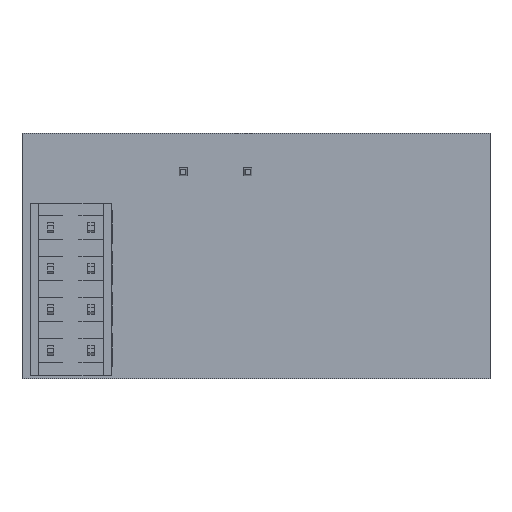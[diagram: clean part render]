
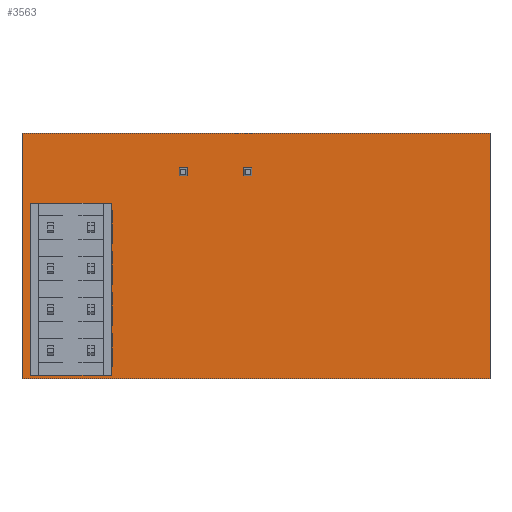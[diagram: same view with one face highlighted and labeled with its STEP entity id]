
A CAD part, front view. The second image highlights one B-rep face of the part: STEP entity #3563.
In plain terms, the highlighted planar face has unit normal (0, -1, 0).
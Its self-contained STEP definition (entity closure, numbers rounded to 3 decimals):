
#3448 = EDGE_CURVE('',#3449,#3451,#3453,.T.);
#3449 = VERTEX_POINT('',#3450);
#3450 = CARTESIAN_POINT('',(14.5,0.,7.6));
#3451 = VERTEX_POINT('',#3452);
#3452 = CARTESIAN_POINT('',(14.5,0.,-7.6));
#3453 = LINE('',#3454,#3455);
#3454 = CARTESIAN_POINT('',(14.5,0.,7.6));
#3455 = VECTOR('',#3456,1.);
#3456 = DIRECTION('',(0.,0.,-1.));
#3479 = EDGE_CURVE('',#3451,#3480,#3482,.T.);
#3480 = VERTEX_POINT('',#3481);
#3481 = CARTESIAN_POINT('',(-14.5,0.,-7.6));
#3482 = LINE('',#3483,#3484);
#3483 = CARTESIAN_POINT('',(-14.5,0.,-7.6));
#3484 = VECTOR('',#3485,1.);
#3485 = DIRECTION('',(-1.,-0.,-0.));
#3503 = EDGE_CURVE('',#3480,#3504,#3506,.T.);
#3504 = VERTEX_POINT('',#3505);
#3505 = CARTESIAN_POINT('',(-14.5,0.,7.6));
#3506 = LINE('',#3507,#3508);
#3507 = CARTESIAN_POINT('',(-14.5,0.,7.6));
#3508 = VECTOR('',#3509,1.);
#3509 = DIRECTION('',(-0.,-0.,1.));
#3527 = EDGE_CURVE('',#3504,#3449,#3528,.T.);
#3528 = LINE('',#3529,#3530);
#3529 = CARTESIAN_POINT('',(-14.5,0.,7.6));
#3530 = VECTOR('',#3531,1.);
#3531 = DIRECTION('',(1.,0.,0.));
#3563 = ADVANCED_FACE('',(#3564),#3570,.T.);
#3564 = FACE_BOUND('',#3565,.T.);
#3565 = EDGE_LOOP('',(#3566,#3567,#3568,#3569));
#3566 = ORIENTED_EDGE('',*,*,#3448,.F.);
#3567 = ORIENTED_EDGE('',*,*,#3527,.F.);
#3568 = ORIENTED_EDGE('',*,*,#3503,.F.);
#3569 = ORIENTED_EDGE('',*,*,#3479,.F.);
#3570 = PLANE('',#3571);
#3571 = AXIS2_PLACEMENT_3D('',#3572,#3573,#3574);
#3572 = CARTESIAN_POINT('',(0.,0.,0.));
#3573 = DIRECTION('',(0.,-1.,0.));
#3574 = DIRECTION('',(0.,-0.,-1.));
